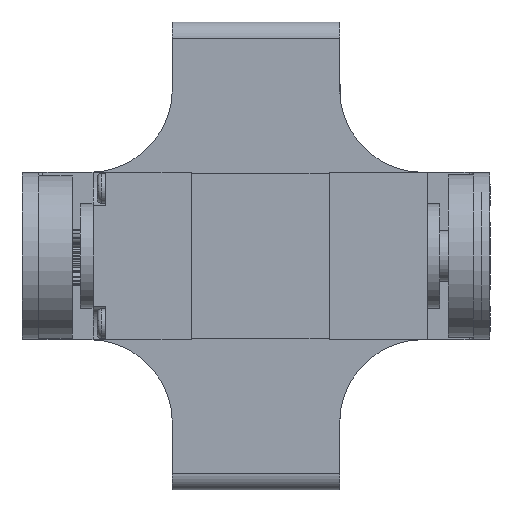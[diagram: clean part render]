
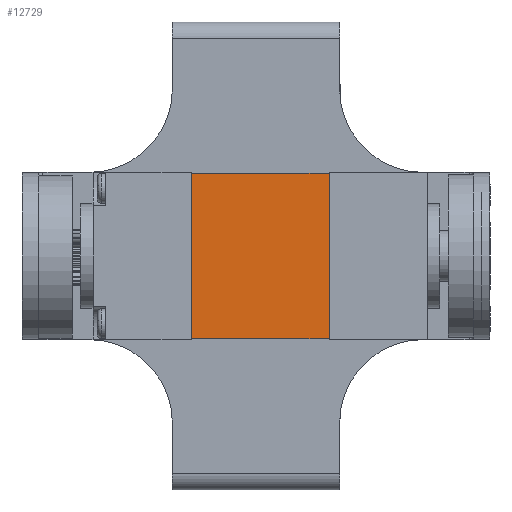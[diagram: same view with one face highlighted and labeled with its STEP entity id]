
A CAD part, front view. The second image highlights one B-rep face of the part: STEP entity #12729.
In plain terms, the highlighted planar face has unit normal (0, -1, 0).
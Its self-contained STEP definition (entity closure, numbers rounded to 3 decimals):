
#55 = ORIENTED_EDGE ( 'NONE', *, *, #2964, .T. ) ;
#182 = VECTOR ( 'NONE', #13085, 1000. ) ;
#315 = LINE ( 'NONE', #3358, #18316 ) ;
#922 = VECTOR ( 'NONE', #13723, 1000. ) ;
#1015 = EDGE_CURVE ( 'NONE', #19358, #16736, #3400, .T. ) ;
#1931 = CARTESIAN_POINT ( 'NONE',  ( 8.25, -19.9, 19.9 ) ) ;
#2746 = ORIENTED_EDGE ( 'NONE', *, *, #8431, .T. ) ;
#2964 = EDGE_CURVE ( 'NONE', #15861, #16306, #315, .T. ) ;
#3046 = VECTOR ( 'NONE', #18408, 1000. ) ;
#3057 = DIRECTION ( 'NONE',  ( 0., -1., 0. ) ) ;
#3220 = LINE ( 'NONE', #1931, #922 ) ;
#3358 = CARTESIAN_POINT ( 'NONE',  ( -8.25, -19.9, 19.9 ) ) ;
#3400 = LINE ( 'NONE', #6432, #3046 ) ;
#4808 = ORIENTED_EDGE ( 'NONE', *, *, #1015, .T. ) ;
#4915 = FACE_OUTER_BOUND ( 'NONE', #16555, .T. ) ;
#4980 = EDGE_CURVE ( 'NONE', #16306, #19358, #5522, .T. ) ;
#5125 = AXIS2_PLACEMENT_3D ( 'NONE', #7940, #3057, #7761 ) ;
#5522 = LINE ( 'NONE', #14152, #182 ) ;
#6432 = CARTESIAN_POINT ( 'NONE',  ( -8.25, -19.9, 0.1 ) ) ;
#7761 = DIRECTION ( 'NONE',  ( 0., 0., -1. ) ) ;
#7940 = CARTESIAN_POINT ( 'NONE',  ( 0., -19.9, 0. ) ) ;
#8431 = EDGE_CURVE ( 'NONE', #16736, #15861, #3220, .T. ) ;
#9195 = CARTESIAN_POINT ( 'NONE',  ( 8.25, -19.9, 19.9 ) ) ;
#9332 = DIRECTION ( 'NONE',  ( -1., 0., 0. ) ) ;
#9370 = CARTESIAN_POINT ( 'NONE',  ( -8.25, -19.9, 19.9 ) ) ;
#10791 = PLANE ( 'NONE',  #5125 ) ;
#12729 = ADVANCED_FACE ( 'NONE', ( #4915 ), #10791, .T. ) ;
#12896 = ORIENTED_EDGE ( 'NONE', *, *, #4980, .T. ) ;
#13085 = DIRECTION ( 'NONE',  ( 0., 0., -1. ) ) ;
#13723 = DIRECTION ( 'NONE',  ( 0., 0., 1. ) ) ;
#14152 = CARTESIAN_POINT ( 'NONE',  ( -8.25, -19.9, 19.9 ) ) ;
#14838 = CARTESIAN_POINT ( 'NONE',  ( -8.25, -19.9, 0.1 ) ) ;
#15622 = CARTESIAN_POINT ( 'NONE',  ( 8.25, -19.9, 0.1 ) ) ;
#15861 = VERTEX_POINT ( 'NONE', #9195 ) ;
#16306 = VERTEX_POINT ( 'NONE', #9370 ) ;
#16555 = EDGE_LOOP ( 'NONE', ( #12896, #4808, #2746, #55 ) ) ;
#16736 = VERTEX_POINT ( 'NONE', #15622 ) ;
#18316 = VECTOR ( 'NONE', #9332, 1000. ) ;
#18408 = DIRECTION ( 'NONE',  ( 1., 0., 0. ) ) ;
#19358 = VERTEX_POINT ( 'NONE', #14838 ) ;
